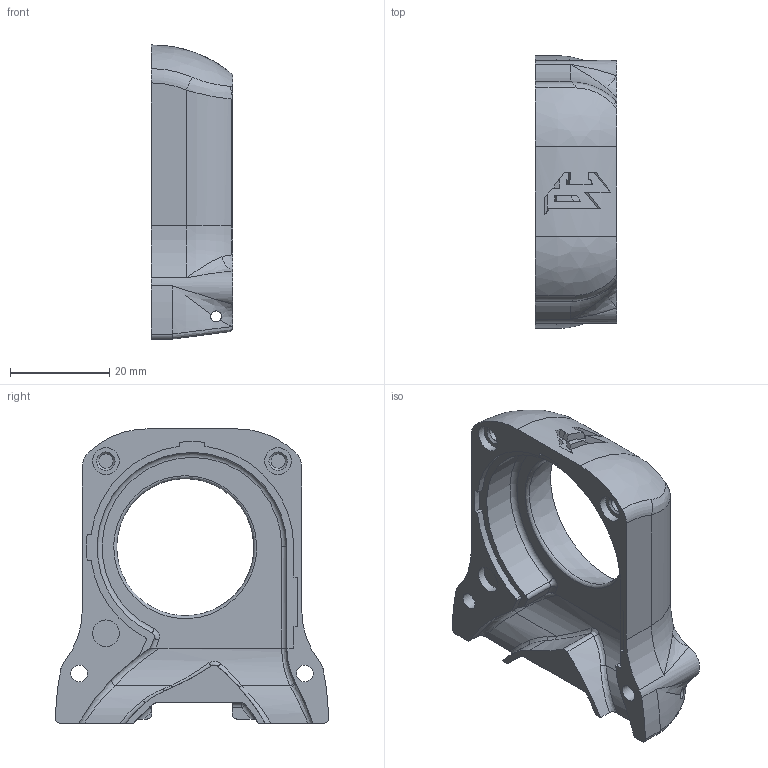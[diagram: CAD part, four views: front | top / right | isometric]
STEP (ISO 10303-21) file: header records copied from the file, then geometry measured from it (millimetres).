
FILE_DESCRIPTION(/* description */ (''),/* implementation_level */ '2;1');
FILE_NAME(/* name */ 'BlowerHousing.step',/* time_stamp */ '2021-08-19T05:14:44-04:00',/* author */ (''),/* organization */ (''),/* preprocessor_version */ 'ST-DEVELOPER v18.1',/* originating_system */ 'Autodesk Translation Framework v10.9.0.1377',/* authorisation */ '');
FILE_SCHEMA (('AUTOMOTIVE_DESIGN { 1 0 10303 214 3 1 1 }'));
Length unit declared in the file: millimetre
Products named in the file (11): BlowerHousing; BlowerHousing_1; Component3; Component8; Component4; Component7; Component5; Component10; Component11; Component6; Component9
Assembly tree (10 placements, depth 3):
  BlowerHousing
    BlowerHousing_1
      Component3
      Component8
      Component4
      Component7
      Component5
      Component10
      Component11
      Component6
      Component9
Bounding box: 16.5 x 55.02 x 59.3 mm (x, y, z)
Volume: 19744.9 mm3; surface area: 10104.8 mm2
Topology: 9 solids, 9 shells, 448 faces, 1170 edges, 756 vertices
Faces by surface type: plane 321, cylinder 61, bspline 41, torus 15, cone 6, sphere 4
Full cylindrical faces by diameter (mm): 2.2 x2, 2.9 x2, 3.4 x2, 5.4 x3, 6 x2
Entity records: 15420 total; most frequent: CARTESIAN_POINT 4267, ORIENTED_EDGE 2332, DIRECTION 2083, EDGE_CURVE 1166, LINE 879, VECTOR 879, VERTEX_POINT 756, AXIS2_PLACEMENT_3D 602
